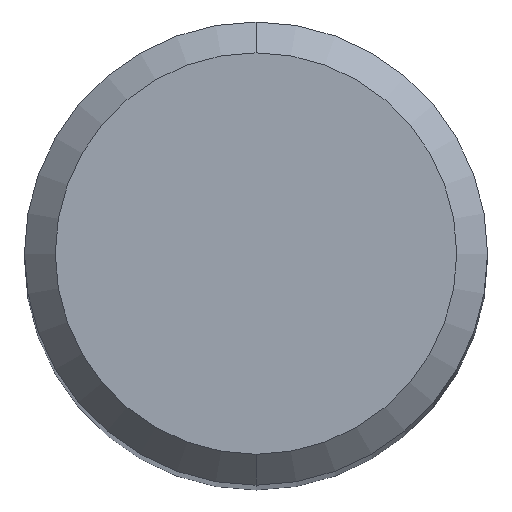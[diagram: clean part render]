
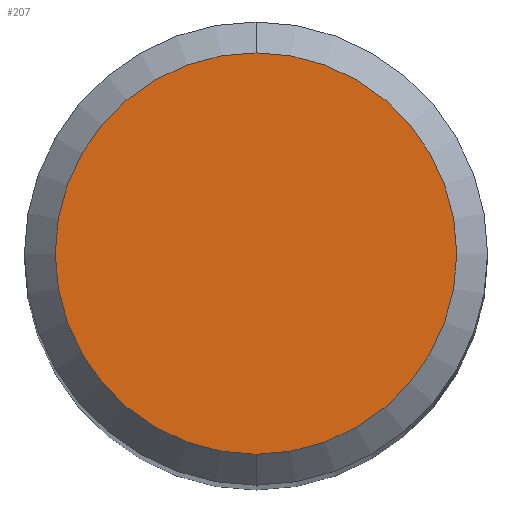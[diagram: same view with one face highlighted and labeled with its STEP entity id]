
A CAD part, top view. The second image highlights one B-rep face of the part: STEP entity #207.
In plain terms, the highlighted planar face has unit normal (0, 0, 1).
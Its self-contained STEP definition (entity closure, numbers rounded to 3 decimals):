
#173=VERTEX_POINT('',#449);
#207=ADVANCED_FACE('',(#484),#485,.T.);
#247=EDGE_CURVE('',#173,#359,#530,.T.);
#267=EDGE_CURVE('',#359,#173,#552,.T.);
#359=VERTEX_POINT('',#657);
#449=CARTESIAN_POINT('',(0.,-2.6,0.0));
#484=FACE_OUTER_BOUND('',#829,.T.);
#485=PLANE('',#830);
#530=CIRCLE('',#899,2.6);
#552=CIRCLE('',#934,2.6);
#657=CARTESIAN_POINT('',(0.0,2.6,0.0));
#829=EDGE_LOOP('',(#1340,#1341));
#830=AXIS2_PLACEMENT_3D('',#1342,#1343,#1344);
#899=AXIS2_PLACEMENT_3D('',#1399,#1400,#1401);
#934=AXIS2_PLACEMENT_3D('',#1429,#1430,#1431);
#1340=ORIENTED_EDGE('',*,*,#267,.F.);
#1341=ORIENTED_EDGE('',*,*,#247,.F.);
#1342=CARTESIAN_POINT('',(0.0,1.3,0.0));
#1343=DIRECTION('',(-0.0,0.0,1.0));
#1344=DIRECTION('',(0.0,-1.0,0.0));
#1399=CARTESIAN_POINT('',(0.0,0.0,0.0));
#1400=DIRECTION('',(0.0,0.0,-1.0));
#1401=DIRECTION('',(0.0,1.0,0.0));
#1429=CARTESIAN_POINT('',(0.0,0.0,0.0));
#1430=DIRECTION('',(0.0,0.0,-1.0));
#1431=DIRECTION('',(0.0,1.0,0.0));
